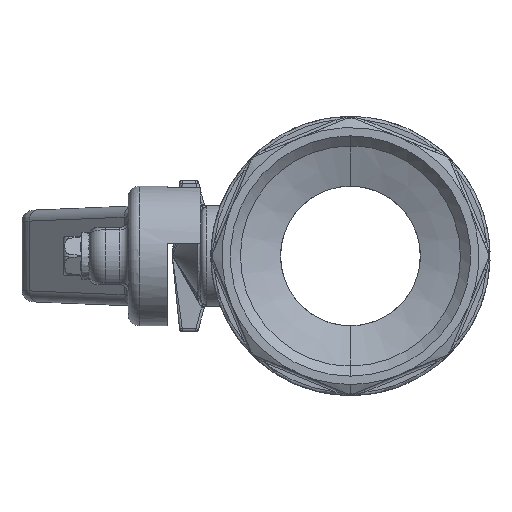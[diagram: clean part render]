
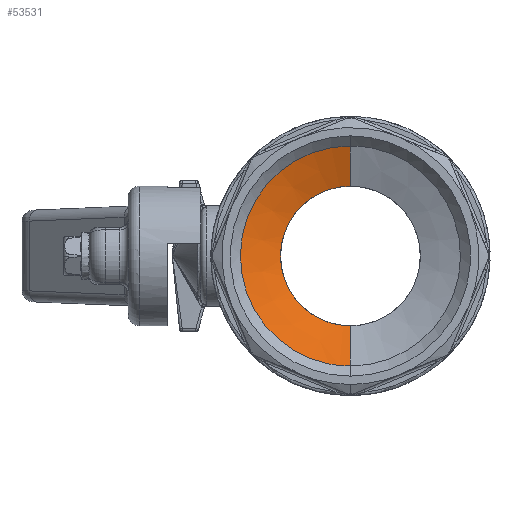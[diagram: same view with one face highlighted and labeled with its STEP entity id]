
A CAD part, left-side view. The second image highlights one B-rep face of the part: STEP entity #53531.
In plain terms, the highlighted conical face has half-angle 70 degrees and reference radius 12.5 mm.
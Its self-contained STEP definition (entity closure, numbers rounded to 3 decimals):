
#1720 = CARTESIAN_POINT ( 'NONE',  ( -21.5, 19.07, -5.108 ) ) ;
#2258 = CARTESIAN_POINT ( 'NONE',  ( -21.5, 5.108, 19.07 ) ) ;
#3270 = CARTESIAN_POINT ( 'NONE',  ( -18.879, 7.682, -9.996 ) ) ;
#3431 = EDGE_CURVE ( 'NONE', #6048, #50620, #26549, .T. ) ;
#3452 = CARTESIAN_POINT ( 'NONE',  ( -18.879, 3.272, -12.175 ) ) ;
#4706 = EDGE_CURVE ( 'NONE', #30563, #6048, #24603, .T. ) ;
#6048 = VERTEX_POINT ( 'NONE', #13096 ) ;
#6084 = VERTEX_POINT ( 'NONE', #42377 ) ;
#6501 = CARTESIAN_POINT ( 'NONE',  ( -21.5, 19.7, 1.289 ) ) ;
#6851 = CARTESIAN_POINT ( 'NONE',  ( -21.5, 0., -19.7 ) ) ;
#6929 = CARTESIAN_POINT ( 'NONE',  ( -18.879, 12.175, 3.272 ) ) ;
#7024 = B_SPLINE_CURVE_WITH_KNOTS ( 'NONE', 3,
 ( #22592, #10350, #39865, #2258, #52386, #39505, #26988, #31771, #35816, #22762, #27166, #19265, #14276, #31228, #48504, #47967, #6501, #14809, #14636, #1720, #10170, #48682, #39690, #14986, #10712, #40210, #27690, #44082, #43902, #48335, #23113, #52567, #49594, #6851 ),
 .UNSPECIFIED., .F., .F.,
 ( 4, 2, 2, 2, 2, 2, 2, 2, 2, 2, 2, 2, 2, 2, 2, 2, 4 ),
 ( 0., 0.063, 0.125, 0.188, 0.25, 0.313, 0.375, 0.438, 0.5, 0.563, 0.625, 0.688, 0.75, 0.813, 0.875, 0.938, 1. ),
 .UNSPECIFIED. ) ;
#7121 = CARTESIAN_POINT ( 'NONE',  ( -18.879, 10.922, -6.295 ) ) ;
#9411 = CARTESIAN_POINT ( 'NONE',  ( -18.879, 0., 12.5 ) ) ;
#10170 = CARTESIAN_POINT ( 'NONE',  ( -21.5, 18.694, -6.348 ) ) ;
#10350 = CARTESIAN_POINT ( 'NONE',  ( -21.5, 1.289, 19.7 ) ) ;
#10712 = CARTESIAN_POINT ( 'NONE',  ( -21.5, 14.842, -13.018 ) ) ;
#11184 = CARTESIAN_POINT ( 'NONE',  ( -18.879, 12.5, 1.636 ) ) ;
#13096 = CARTESIAN_POINT ( 'NONE',  ( -18.879, 0., -12.5 ) ) ;
#14276 = CARTESIAN_POINT ( 'NONE',  ( -21.5, 17.707, 8.73 ) ) ;
#14636 = CARTESIAN_POINT ( 'NONE',  ( -21.5, 19.573, -2.579 ) ) ;
#14809 = CARTESIAN_POINT ( 'NONE',  ( -21.5, 19.7, -1.289 ) ) ;
#14986 = CARTESIAN_POINT ( 'NONE',  ( -21.5, 15.664, -12.017 ) ) ;
#16828 = CARTESIAN_POINT ( 'NONE',  ( -19.753, 0., -14.9 ) ) ;
#16904 = DIRECTION ( 'NONE',  ( 0., 0., 1. ) ) ;
#18099 = ORIENTED_EDGE ( 'NONE', *, *, #52649, .T. ) ;
#19195 = AXIS2_PLACEMENT_3D ( 'NONE', #31640, #37152, #16904 ) ;
#19265 = CARTESIAN_POINT ( 'NONE',  ( -21.5, 17.096, 9.873 ) ) ;
#19399 = B_SPLINE_CURVE_WITH_KNOTS ( 'NONE', 3,
 ( #41554, #45804, #32936, #20611 ),
 .UNSPECIFIED., .F., .F.,
 ( 4, 4 ),
 ( 0., 1. ),
 .UNSPECIFIED. ) ;
#19703 = CARTESIAN_POINT ( 'NONE',  ( -18.879, 7.682, 9.996 ) ) ;
#20251 = CARTESIAN_POINT ( 'NONE',  ( -18.879, 9.996, -7.682 ) ) ;
#20611 = CARTESIAN_POINT ( 'NONE',  ( -18.879, 0., 12.5 ) ) ;
#21639 = EDGE_CURVE ( 'NONE', #6084, #30563, #19399, .T. ) ;
#22592 = CARTESIAN_POINT ( 'NONE',  ( -21.5, 0., 19.7 ) ) ;
#22762 = CARTESIAN_POINT ( 'NONE',  ( -21.5, 14.842, 13.018 ) ) ;
#23113 = CARTESIAN_POINT ( 'NONE',  ( -21.5, 5.108, -19.07 ) ) ;
#23739 = CARTESIAN_POINT ( 'NONE',  ( -18.879, 6.295, 10.922 ) ) ;
#24603 = B_SPLINE_CURVE_WITH_KNOTS ( 'NONE', 3,
 ( #53562, #32762, #48949, #23739, #19703, #49131, #40639, #6929, #11184, #53189, #45439, #7121, #20251, #3270, #41003, #3452, #41188, #49675 ),
 .UNSPECIFIED., .F., .F.,
 ( 4, 2, 2, 2, 2, 2, 2, 2, 4 ),
 ( 0., 0.125, 0.25, 0.375, 0.5, 0.625, 0.75, 0.875, 1. ),
 .UNSPECIFIED. ) ;
#26549 = B_SPLINE_CURVE_WITH_KNOTS ( 'NONE', 3,
 ( #29706, #16828, #33587, #50879 ),
 .UNSPECIFIED., .F., .F.,
 ( 4, 4 ),
 ( 0., 1. ),
 .UNSPECIFIED. ) ;
#26988 = CARTESIAN_POINT ( 'NONE',  ( -21.5, 9.873, 17.096 ) ) ;
#27043 = ORIENTED_EDGE ( 'NONE', *, *, #3431, .F. ) ;
#27166 = CARTESIAN_POINT ( 'NONE',  ( -21.5, 15.664, 12.017 ) ) ;
#27690 = CARTESIAN_POINT ( 'NONE',  ( -21.5, 12.017, -15.664 ) ) ;
#29624 = ORIENTED_EDGE ( 'NONE', *, *, #4706, .F. ) ;
#29706 = CARTESIAN_POINT ( 'NONE',  ( -18.879, 0., -12.5 ) ) ;
#30563 = VERTEX_POINT ( 'NONE', #9411 ) ;
#31228 = CARTESIAN_POINT ( 'NONE',  ( -21.5, 18.694, 6.348 ) ) ;
#31640 = CARTESIAN_POINT ( 'NONE',  ( -18.879, 0., 0. ) ) ;
#31771 = CARTESIAN_POINT ( 'NONE',  ( -21.5, 12.017, 15.664 ) ) ;
#32762 = CARTESIAN_POINT ( 'NONE',  ( -18.879, 1.636, 12.5 ) ) ;
#32936 = CARTESIAN_POINT ( 'NONE',  ( -19.753, 0., 14.9 ) ) ;
#33587 = CARTESIAN_POINT ( 'NONE',  ( -20.626, 0., -17.3 ) ) ;
#34939 = ORIENTED_EDGE ( 'NONE', *, *, #21639, .F. ) ;
#35816 = CARTESIAN_POINT ( 'NONE',  ( -21.5, 13.018, 14.842 ) ) ;
#37152 = DIRECTION ( 'NONE',  ( -1., 0., 0. ) ) ;
#39505 = CARTESIAN_POINT ( 'NONE',  ( -21.5, 8.73, 17.707 ) ) ;
#39690 = CARTESIAN_POINT ( 'NONE',  ( -21.5, 17.096, -9.873 ) ) ;
#39865 = CARTESIAN_POINT ( 'NONE',  ( -21.5, 2.579, 19.573 ) ) ;
#40161 = CARTESIAN_POINT ( 'NONE',  ( -21.5, 0., -19.7 ) ) ;
#40210 = CARTESIAN_POINT ( 'NONE',  ( -21.5, 13.018, -14.842 ) ) ;
#40639 = CARTESIAN_POINT ( 'NONE',  ( -18.879, 10.922, 6.295 ) ) ;
#41003 = CARTESIAN_POINT ( 'NONE',  ( -18.879, 6.295, -10.922 ) ) ;
#41188 = CARTESIAN_POINT ( 'NONE',  ( -18.879, 1.636, -12.5 ) ) ;
#41554 = CARTESIAN_POINT ( 'NONE',  ( -21.5, 0., 19.7 ) ) ;
#42377 = CARTESIAN_POINT ( 'NONE',  ( -21.5, 0., 19.7 ) ) ;
#43902 = CARTESIAN_POINT ( 'NONE',  ( -21.5, 8.73, -17.707 ) ) ;
#44082 = CARTESIAN_POINT ( 'NONE',  ( -21.5, 9.873, -17.096 ) ) ;
#45439 = CARTESIAN_POINT ( 'NONE',  ( -18.879, 12.175, -3.272 ) ) ;
#45676 = EDGE_LOOP ( 'NONE', ( #29624, #34939, #18099, #27043 ) ) ;
#45804 = CARTESIAN_POINT ( 'NONE',  ( -20.626, 0., 17.3 ) ) ;
#47967 = CARTESIAN_POINT ( 'NONE',  ( -21.5, 19.573, 2.579 ) ) ;
#48335 = CARTESIAN_POINT ( 'NONE',  ( -21.5, 6.348, -18.694 ) ) ;
#48504 = CARTESIAN_POINT ( 'NONE',  ( -21.5, 19.07, 5.108 ) ) ;
#48682 = CARTESIAN_POINT ( 'NONE',  ( -21.5, 17.707, -8.73 ) ) ;
#48949 = CARTESIAN_POINT ( 'NONE',  ( -18.879, 3.272, 12.175 ) ) ;
#49131 = CARTESIAN_POINT ( 'NONE',  ( -18.879, 9.996, 7.682 ) ) ;
#49594 = CARTESIAN_POINT ( 'NONE',  ( -21.5, 1.289, -19.7 ) ) ;
#49675 = CARTESIAN_POINT ( 'NONE',  ( -18.879, 0., -12.5 ) ) ;
#50620 = VERTEX_POINT ( 'NONE', #40161 ) ;
#50879 = CARTESIAN_POINT ( 'NONE',  ( -21.5, 0., -19.7 ) ) ;
#51635 = CONICAL_SURFACE ( 'NONE', #19195, 12.5, 1.222 ) ;
#52386 = CARTESIAN_POINT ( 'NONE',  ( -21.5, 6.348, 18.694 ) ) ;
#52567 = CARTESIAN_POINT ( 'NONE',  ( -21.5, 2.579, -19.573 ) ) ;
#52649 = EDGE_CURVE ( 'NONE', #6084, #50620, #7024, .T. ) ;
#53008 = FACE_OUTER_BOUND ( 'NONE', #45676, .T. ) ;
#53189 = CARTESIAN_POINT ( 'NONE',  ( -18.879, 12.5, -1.636 ) ) ;
#53531 = ADVANCED_FACE ( 'NONE', ( #53008 ), #51635, .F. ) ;
#53562 = CARTESIAN_POINT ( 'NONE',  ( -18.879, 0., 12.5 ) ) ;
